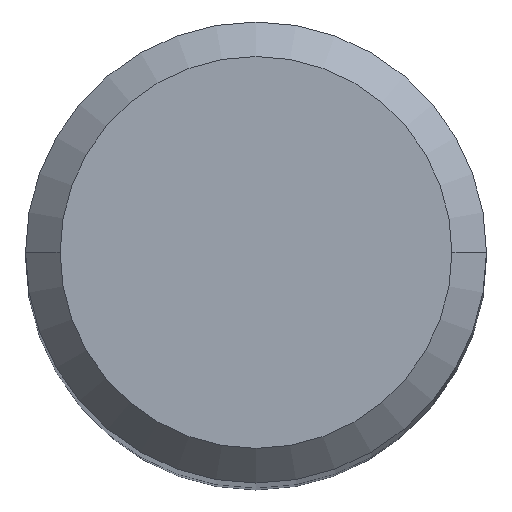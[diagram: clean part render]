
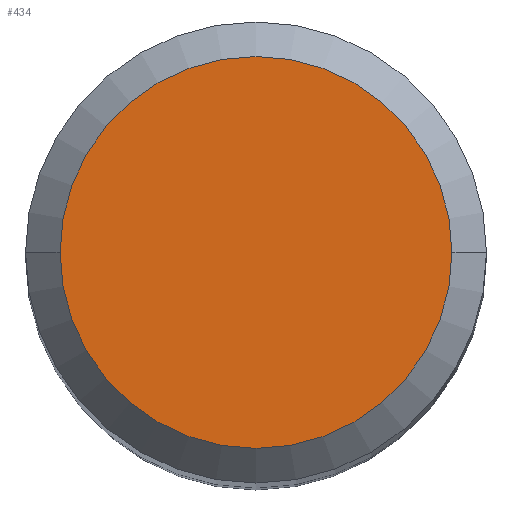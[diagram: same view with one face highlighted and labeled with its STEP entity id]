
A CAD part, top view. The second image highlights one B-rep face of the part: STEP entity #434.
In plain terms, the highlighted planar face has unit normal (0, 0, 1).
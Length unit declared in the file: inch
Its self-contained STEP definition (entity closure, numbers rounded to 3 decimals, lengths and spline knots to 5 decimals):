
#5 = DIRECTION ( 'NONE',  ( 1., 0., 0. ) ) ;
#6 = AXIS2_PLACEMENT_3D ( 'NONE', #385, #87, #178 ) ;
#9 = CARTESIAN_POINT ( 'NONE',  ( 0., 0., 0. ) ) ;
#15 = VERTEX_POINT ( 'NONE', #93 ) ;
#16 = PLANE ( 'NONE',  #294 ) ;
#18 = ORIENTED_EDGE ( 'NONE', *, *, #205, .T. ) ;
#48 = VERTEX_POINT ( 'NONE', #256 ) ;
#62 = ORIENTED_EDGE ( 'NONE', *, *, #287, .T. ) ;
#87 = DIRECTION ( 'NONE',  ( 0., 0., 1. ) ) ;
#93 = CARTESIAN_POINT ( 'NONE',  ( -0.10039, 0., 0. ) ) ;
#178 = DIRECTION ( 'NONE',  ( 1., 0., 0. ) ) ;
#202 = CIRCLE ( 'NONE', #317, 0.10039 ) ;
#205 = EDGE_CURVE ( 'NONE', #15, #48, #202, .T. ) ;
#224 = CIRCLE ( 'NONE', #6, 0.10039 ) ;
#256 = CARTESIAN_POINT ( 'NONE',  ( 0.10039, 0., 0. ) ) ;
#287 = EDGE_CURVE ( 'NONE', #48, #15, #224, .T. ) ;
#294 = AXIS2_PLACEMENT_3D ( 'NONE', #9, #464, #311 ) ;
#302 = CARTESIAN_POINT ( 'NONE',  ( 0., 0., 0. ) ) ;
#306 = FACE_OUTER_BOUND ( 'NONE', #391, .T. ) ;
#311 = DIRECTION ( 'NONE',  ( -1., 0., 0. ) ) ;
#317 = AXIS2_PLACEMENT_3D ( 'NONE', #302, #459, #5 ) ;
#385 = CARTESIAN_POINT ( 'NONE',  ( 0., 0., 0. ) ) ;
#391 = EDGE_LOOP ( 'NONE', ( #18, #62 ) ) ;
#434 = ADVANCED_FACE ( 'NONE', ( #306 ), #16, .F. ) ;
#459 = DIRECTION ( 'NONE',  ( 0., 0., 1. ) ) ;
#464 = DIRECTION ( 'NONE',  ( 0., 0., -1. ) ) ;
